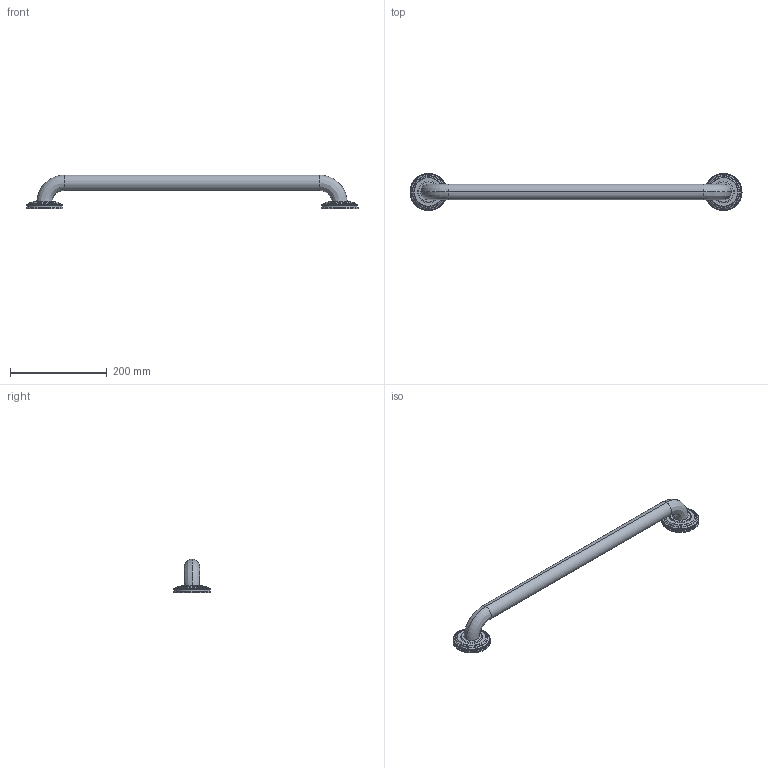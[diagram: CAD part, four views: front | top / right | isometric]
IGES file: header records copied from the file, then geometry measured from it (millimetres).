
Start section:  PTC IGES file: 1600-3924.igs
Global section: file name: 1600-3924.igs; native system: Creo Parametric by PTC Inc.; preprocessor: 2018400; author: jinson.thomas; organization: Unknown; date: 20210709.155854; units: inch
Bounding box: 685.8 x 76.2 x 69.85 mm (x, y, z)
Volume: 628367.9 mm3; surface area: 87884 mm2
Topology: 1 solids, 1 shells, 1134 faces, 3342 edges, 2220 vertices
Faces by surface type: bspline 732, revolution 402
